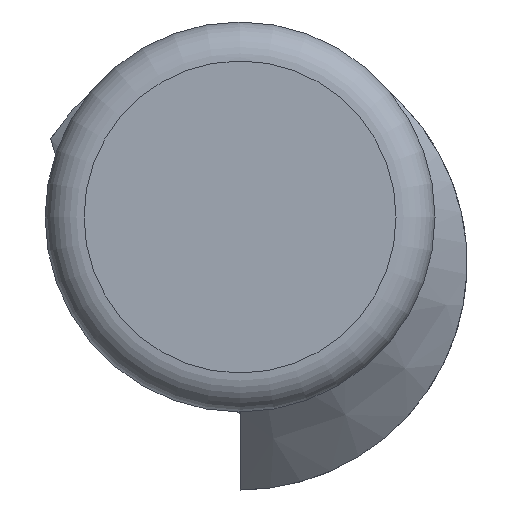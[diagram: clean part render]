
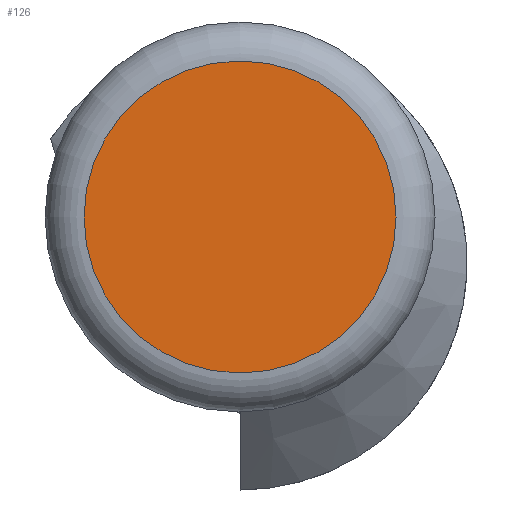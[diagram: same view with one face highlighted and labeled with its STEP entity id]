
A CAD part, left-side view. The second image highlights one B-rep face of the part: STEP entity #126.
In plain terms, the highlighted planar face has unit normal (-1, 0, 0).
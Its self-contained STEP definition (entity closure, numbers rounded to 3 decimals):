
#13 = EDGE_LOOP ( 'NONE', ( #122 ) ) ;
#16 = FACE_OUTER_BOUND ( 'NONE', #13, .T. ) ;
#18 = CARTESIAN_POINT ( 'NONE',  ( 0., 0., 4. ) ) ;
#85 = CARTESIAN_POINT ( 'NONE',  ( 0., 0., 0. ) ) ;
#102 = PLANE ( 'NONE',  #116 ) ;
#116 = AXIS2_PLACEMENT_3D ( 'NONE', #129, #318, #158 ) ;
#122 = ORIENTED_EDGE ( 'NONE', *, *, #177, .T. ) ;
#126 = ADVANCED_FACE ( 'NONE', ( #16 ), #102, .F. ) ;
#129 = CARTESIAN_POINT ( 'NONE',  ( 0., 0., 0. ) ) ;
#131 = CIRCLE ( 'NONE', #291, 4. ) ;
#158 = DIRECTION ( 'NONE',  ( 0., 0., -1. ) ) ;
#166 = DIRECTION ( 'NONE',  ( 0., 0., 1. ) ) ;
#177 = EDGE_CURVE ( 'NONE', #315, #315, #131, .T. ) ;
#276 = DIRECTION ( 'NONE',  ( -1., 0., 0. ) ) ;
#291 = AXIS2_PLACEMENT_3D ( 'NONE', #85, #276, #166 ) ;
#315 = VERTEX_POINT ( 'NONE', #18 ) ;
#318 = DIRECTION ( 'NONE',  ( 1., 0., 0. ) ) ;
